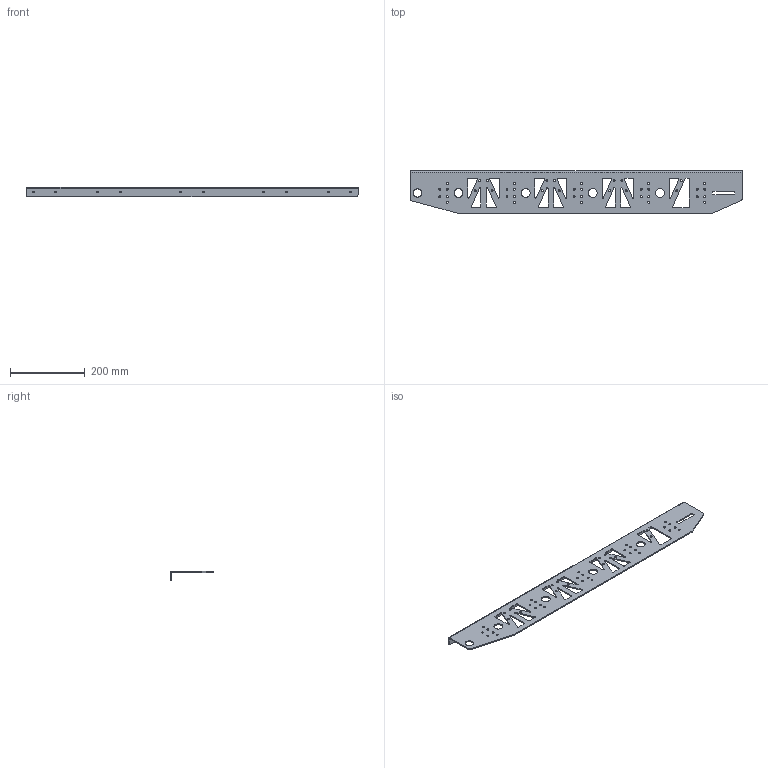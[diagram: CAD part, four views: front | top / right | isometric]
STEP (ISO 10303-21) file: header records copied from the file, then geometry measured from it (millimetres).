
FILE_DESCRIPTION (( 'STEP AP214' ), '1' );
FILE_NAME ('left_outer_chassis_side_plate.STEP', '2024-04-16T17:13:01', ( '' ), ( '' ), 'SwSTEP 2.0', 'SolidWorks 2022', '' );
FILE_SCHEMA (( 'AUTOMOTIVE_DESIGN' ));
Length unit declared in the file: millimetre
Products named in the file (1): left_outer_chassis_side_plate
Bounding box: 890 x 115 x 25 mm (x, y, z)
Volume: 319253.1 mm3; surface area: 218283.1 mm2
Topology: 1 solids, 1 shells, 238 faces, 700 edges, 464 vertices
Faces by surface type: cylinder 177, plane 61
Entity records: 8424 total; most frequent: DIRECTION 1532, CARTESIAN_POINT 1403, ORIENTED_EDGE 1400, EDGE_CURVE 700, AXIS2_PLACEMENT_3D 593, VERTEX_POINT 464, EDGE_LOOP 386, CIRCLE 354
